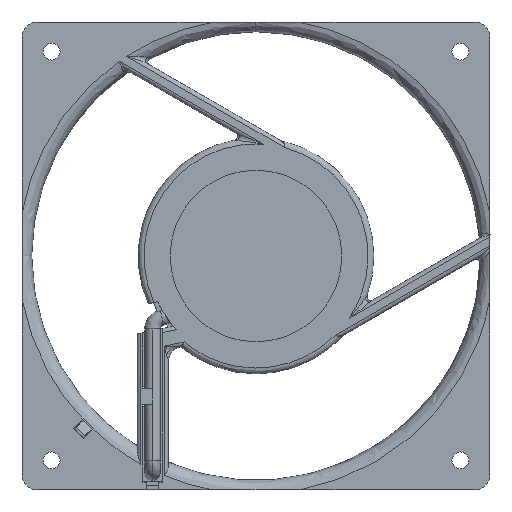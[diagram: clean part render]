
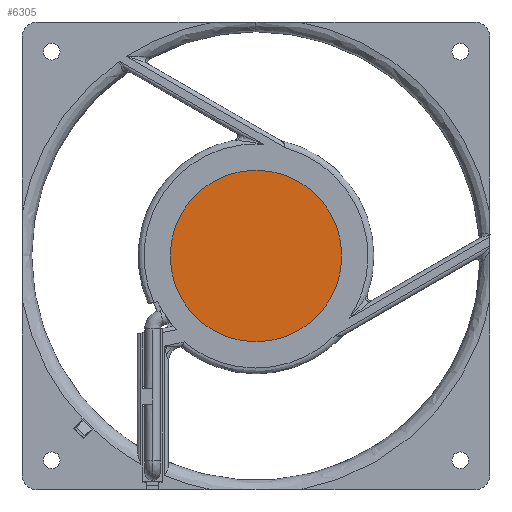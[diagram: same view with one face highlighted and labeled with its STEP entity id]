
A CAD part, front view. The second image highlights one B-rep face of the part: STEP entity #6305.
In plain terms, the highlighted planar face has unit normal (0, -1, 0).
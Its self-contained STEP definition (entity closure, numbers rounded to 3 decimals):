
#931 = EDGE_CURVE ( 'NONE', #15653, #11205, #11875, .T. ) ;
#4889 = DIRECTION ( 'NONE',  ( 0., -1., 0. ) ) ;
#5437 = FACE_OUTER_BOUND ( 'NONE', #19084, .T. ) ;
#6249 = DIRECTION ( 'NONE',  ( 0., 0., -1. ) ) ;
#6305 = ADVANCED_FACE ( 'NONE', ( #5437 ), #14545, .T. ) ;
#6511 = CARTESIAN_POINT ( 'NONE',  ( 0., 0.2, 22. ) ) ;
#7529 = DIRECTION ( 'NONE',  ( 0., 0., 1. ) ) ;
#7546 = CARTESIAN_POINT ( 'NONE',  ( 0., 0.2, 0. ) ) ;
#8320 = CARTESIAN_POINT ( 'NONE',  ( 0., 0.2, -22. ) ) ;
#9525 = ORIENTED_EDGE ( 'NONE', *, *, #931, .T. ) ;
#10784 = DIRECTION ( 'NONE',  ( 0., -1., 0. ) ) ;
#11205 = VERTEX_POINT ( 'NONE', #6511 ) ;
#11875 = CIRCLE ( 'NONE', #17646, 22. ) ;
#12201 = DIRECTION ( 'NONE',  ( 0., 0., 1. ) ) ;
#14412 = AXIS2_PLACEMENT_3D ( 'NONE', #7546, #20301, #12201 ) ;
#14545 = PLANE ( 'NONE',  #19001 ) ;
#15594 = CARTESIAN_POINT ( 'NONE',  ( 0., 0.2, 0. ) ) ;
#15653 = VERTEX_POINT ( 'NONE', #8320 ) ;
#15742 = ORIENTED_EDGE ( 'NONE', *, *, #16892, .T. ) ;
#16892 = EDGE_CURVE ( 'NONE', #11205, #15653, #17592, .T. ) ;
#17592 = CIRCLE ( 'NONE', #14412, 22. ) ;
#17646 = AXIS2_PLACEMENT_3D ( 'NONE', #15594, #10784, #7529 ) ;
#19001 = AXIS2_PLACEMENT_3D ( 'NONE', #20752, #4889, #6249 ) ;
#19084 = EDGE_LOOP ( 'NONE', ( #15742, #9525 ) ) ;
#20301 = DIRECTION ( 'NONE',  ( 0., -1., 0. ) ) ;
#20752 = CARTESIAN_POINT ( 'NONE',  ( -22.264, 0.2, 22.264 ) ) ;
